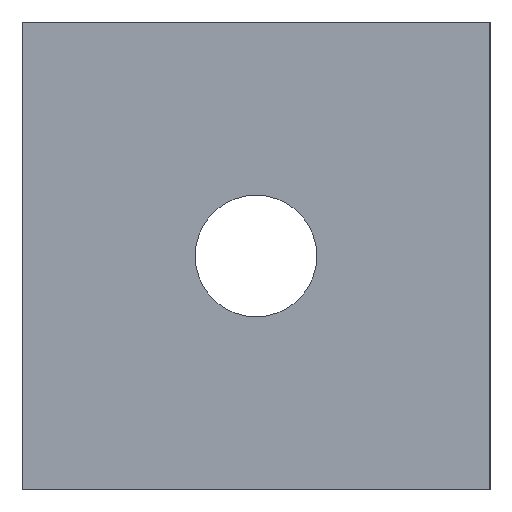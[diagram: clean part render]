
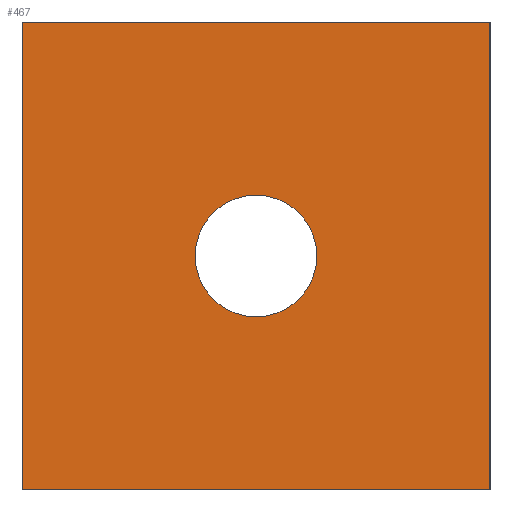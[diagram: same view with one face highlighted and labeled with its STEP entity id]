
A CAD part, left-side view. The second image highlights one B-rep face of the part: STEP entity #467.
In plain terms, the highlighted planar face has unit normal (-1, 0, 0).
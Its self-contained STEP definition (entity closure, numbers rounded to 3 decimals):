
#24=FACE_BOUND('',#87,.T.);
#32=CIRCLE('',#495,2.6);
#57=FACE_OUTER_BOUND('',#86,.T.);
#86=EDGE_LOOP('',(#414,#415,#416,#417));
#87=EDGE_LOOP('',(#418));
#102=LINE('',#662,#156);
#137=LINE('',#742,#191);
#143=LINE('',#758,#197);
#144=LINE('',#760,#198);
#156=VECTOR('',#534,10.);
#191=VECTOR('',#611,10.);
#197=VECTOR('',#629,10.);
#198=VECTOR('',#632,10.);
#209=VERTEX_POINT('',#659);
#210=VERTEX_POINT('',#661);
#227=VERTEX_POINT('',#704);
#234=VERTEX_POINT('',#740);
#238=VERTEX_POINT('',#756);
#250=EDGE_CURVE('',#210,#209,#102,.T.);
#273=EDGE_CURVE('',#227,#227,#32,.T.);
#291=EDGE_CURVE('',#234,#209,#137,.T.);
#299=EDGE_CURVE('',#238,#234,#143,.T.);
#300=EDGE_CURVE('',#210,#238,#144,.T.);
#414=ORIENTED_EDGE('',*,*,#299,.F.);
#415=ORIENTED_EDGE('',*,*,#300,.F.);
#416=ORIENTED_EDGE('',*,*,#250,.T.);
#417=ORIENTED_EDGE('',*,*,#291,.F.);
#418=ORIENTED_EDGE('',*,*,#273,.T.);
#443=PLANE('',#513);
#467=ADVANCED_FACE('',(#57,#24),#443,.T.);
#495=AXIS2_PLACEMENT_3D('',#706,#570,#571);
#513=AXIS2_PLACEMENT_3D('',#759,#630,#631);
#534=DIRECTION('',(0.,0.,1.));
#570=DIRECTION('center_axis',(1.,0.,0.));
#571=DIRECTION('ref_axis',(0.,0.,-1.));
#611=DIRECTION('',(0.,-1.,0.));
#629=DIRECTION('',(0.,0.,1.));
#630=DIRECTION('center_axis',(-1.,0.,0.));
#631=DIRECTION('ref_axis',(0.,1.,0.));
#632=DIRECTION('',(0.,1.,0.));
#659=CARTESIAN_POINT('',(-72.5,-10.,15.));
#661=CARTESIAN_POINT('',(-72.5,-10.,-5.));
#662=CARTESIAN_POINT('',(-72.5,-10.,0.));
#704=CARTESIAN_POINT('',(-72.5,0.,7.6));
#706=CARTESIAN_POINT('Origin',(-72.5,0.,5.));
#740=CARTESIAN_POINT('',(-72.5,10.,15.));
#742=CARTESIAN_POINT('',(-72.5,-10.,15.));
#756=CARTESIAN_POINT('',(-72.5,10.,-5.));
#758=CARTESIAN_POINT('',(-72.5,10.,0.));
#759=CARTESIAN_POINT('Origin',(-72.5,-10.,0.));
#760=CARTESIAN_POINT('',(-72.5,-10.,-5.));
